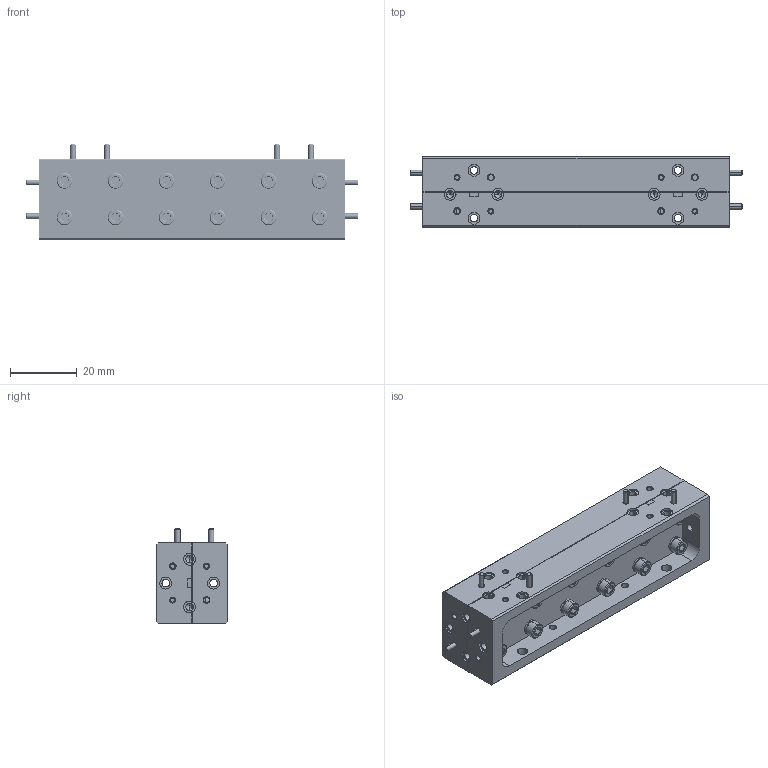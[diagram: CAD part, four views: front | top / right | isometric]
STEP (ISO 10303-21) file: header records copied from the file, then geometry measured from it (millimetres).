
FILE_DESCRIPTION (( 'STEP AP203' ), '1' );
FILE_NAME ('DMWD-10-101-B1, df.STEP', '2017-06-07T20:59:19', ( '' ), ( '' ), 'SwSTEP 2.0', 'SolidWorks 2013', '' );
FILE_SCHEMA (( 'CONFIG_CONTROL_DESIGN' ));
Products named in the file (1): DMWD-10-101-B1, df
Bounding box: 99.19 x 21.06 x 28.38 mm (x, y, z)
Volume: 26675.7 mm3; surface area: 24536.7 mm2
Topology: 35 solids, 35 shells, 1504 faces, 3998 edges, 2578 vertices
Faces by surface type: cylinder 907, plane 312, cone 261, bspline 24
Entity records: 61983 total; most frequent: CARTESIAN_POINT 27614, ORIENTED_EDGE 7980, DIRECTION 6490, EDGE_CURVE 3990, VERTEX_POINT 2578, AXIS2_PLACEMENT_3D 2424, EDGE_LOOP 1670, LINE 1642
